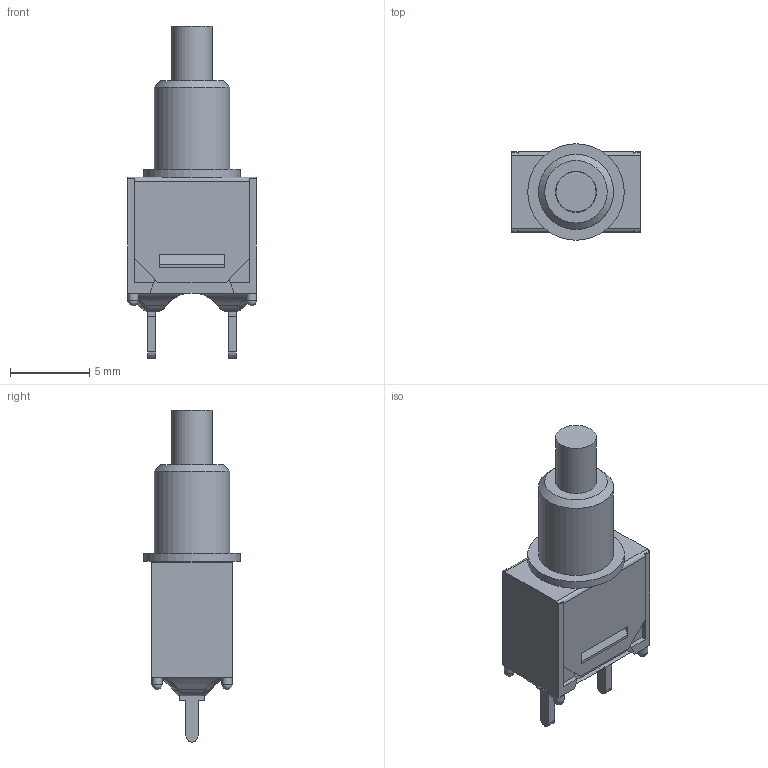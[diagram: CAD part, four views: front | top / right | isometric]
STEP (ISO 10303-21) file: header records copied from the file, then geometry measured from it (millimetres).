
FILE_DESCRIPTION((' '),'2;1');
FILE_NAME('800SP9B7M2xE.stp','2017-07-31T15:19:38',(' '),(' '),' ','ACIS',' ');
FILE_SCHEMA(('CONFIG_CONTROL_DESIGN'));
Length unit declared in the file: inch
Products named in the file (6): 800SP9B7M2xE.stp; Body1; Body2; Body3; Body4; Body5
Assembly tree (5 placements, depth 2):
  800SP9B7M2xE.stp
    Body1
    Body2
    Body3
    Body4
    Body5
Bounding box: 8.13 x 6.1 x 20.99 mm (x, y, z)
Volume: 290.9 mm3; surface area: 1026.2 mm2
Topology: 5 solids, 5 shells, 137 faces, 353 edges, 225 vertices
Faces by surface type: plane 93, cylinder 27, bspline 12, sphere 4, cone 1
Full cylindrical faces by diameter (mm): 0.65 x4, 2.54 x1, 2.6 x1, 4.75 x1, 6.1 x1
Entity records: 5566 total; most frequent: CARTESIAN_POINT 1557, ORIENTED_EDGE 668, DIRECTION 627, EDGE_CURVE 334, VECTOR 241, LINE 241, VERTEX_POINT 219, AXIS2_PLACEMENT_3D 193
